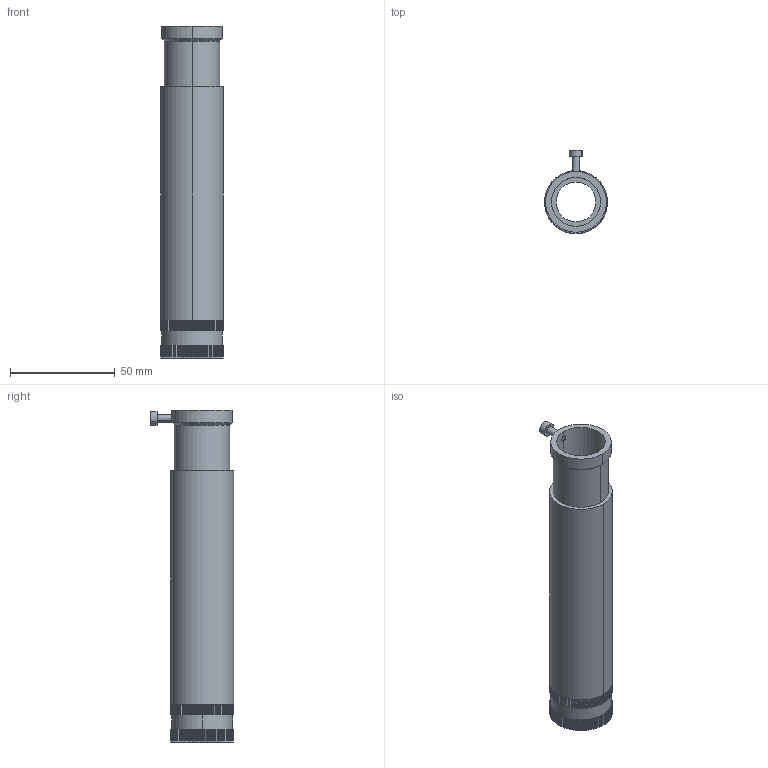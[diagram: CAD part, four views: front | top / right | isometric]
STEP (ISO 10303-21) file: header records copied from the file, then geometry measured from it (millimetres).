
FILE_DESCRIPTION (( 'STEP AP203' ), '1' );
FILE_NAME ('54869.step', '2010-01-29T18:05:40', ( ' ' ), ( ' ' ), 'SwSTEP 2.0', 'SolidWorks 2009', '' );
FILE_SCHEMA (( 'CONFIG_CONTROL_DESIGN' ));
Length unit declared in the file: millimetre
Products named in the file (1): 54869
Bounding box: 30 x 39.67 x 158.5 mm (x, y, z)
Volume: 36420.7 mm3; surface area: 29499.4 mm2
Topology: 1 solids, 4 shells, 773 faces, 2258 edges, 1504 vertices
Faces by surface type: plane 493, cylinder 278, cone 2
Entity records: 25759 total; most frequent: CARTESIAN_POINT 4632, ORIENTED_EDGE 4516, DIRECTION 4350, EDGE_CURVE 2258, VECTOR 1698, LINE 1698, VERTEX_POINT 1504, AXIS2_PLACEMENT_3D 1326
